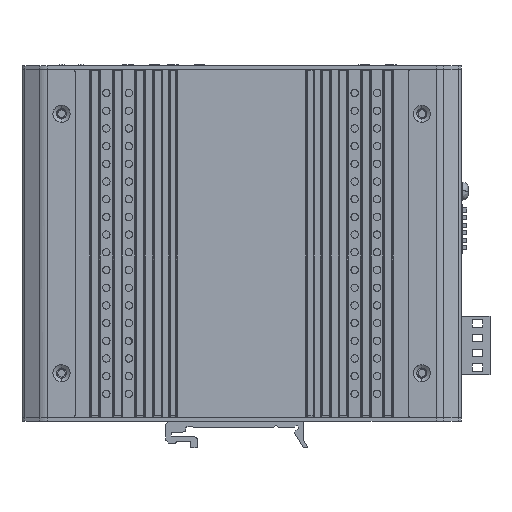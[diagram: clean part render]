
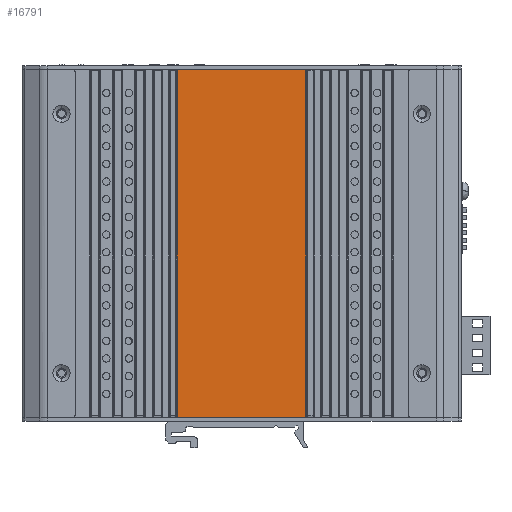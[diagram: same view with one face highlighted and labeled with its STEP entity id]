
A CAD part, left-side view. The second image highlights one B-rep face of the part: STEP entity #16791.
In plain terms, the highlighted free-form (B-spline) face has degree [1, 1] with [2, 2] control points.
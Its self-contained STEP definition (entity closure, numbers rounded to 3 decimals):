
#3646 = B_SPLINE_CURVE_WITH_KNOTS ( 'NONE', 1,
 ( #15716, #6062 ),
 .UNSPECIFIED., .F., .F.,
 ( 2, 2 ),
 ( 0., 1. ),
 .UNSPECIFIED. ) ;
#4338 = EDGE_CURVE ( 'NONE', #39744, #29382, #29611, .T. ) ;
#4526 = CARTESIAN_POINT ( 'NONE',  ( 2.5, -21.8, -59. ) ) ;
#5894 = CARTESIAN_POINT ( 'NONE',  ( 2.5, -21.8, -59. ) ) ;
#6062 = CARTESIAN_POINT ( 'NONE',  ( 2.5, 21.8, 59. ) ) ;
#6436 = VERTEX_POINT ( 'NONE', #5894 ) ;
#7904 = CARTESIAN_POINT ( 'NONE',  ( 2.5, 21.8, -59. ) ) ;
#8027 = ORIENTED_EDGE ( 'NONE', *, *, #36392, .F. ) ;
#9786 = CARTESIAN_POINT ( 'NONE',  ( 2.5, 21.8, -59. ) ) ;
#10209 = VERTEX_POINT ( 'NONE', #15073 ) ;
#11961 = B_SPLINE_CURVE_WITH_KNOTS ( 'NONE', 1,
 ( #40718, #33944 ),
 .UNSPECIFIED., .F., .F.,
 ( 2, 2 ),
 ( -1., 0. ),
 .UNSPECIFIED. ) ;
#13988 = EDGE_CURVE ( 'NONE', #6436, #29382, #43361, .T. ) ;
#15073 = CARTESIAN_POINT ( 'NONE',  ( 2.5, -21.8, 59. ) ) ;
#15686 = CARTESIAN_POINT ( 'NONE',  ( 2.5, -21.8, -59. ) ) ;
#15716 = CARTESIAN_POINT ( 'NONE',  ( 2.5, -21.8, 59. ) ) ;
#16791 = ADVANCED_FACE ( 'NONE', ( #39470 ), #28627, .F. ) ;
#18021 = ORIENTED_EDGE ( 'NONE', *, *, #13988, .T. ) ;
#26871 = CARTESIAN_POINT ( 'NONE',  ( 2.5, 21.8, -59. ) ) ;
#27194 = ORIENTED_EDGE ( 'NONE', *, *, #29663, .F. ) ;
#27850 = CARTESIAN_POINT ( 'NONE',  ( 2.5, -21.8, 59. ) ) ;
#28627 = B_SPLINE_SURFACE_WITH_KNOTS ( 'NONE', 1, 1, ( 
 ( #4526, #7904 ),
 ( #27850, #31382 ) ),
 .UNSPECIFIED., .F., .F., .F.,
 ( 2, 2 ),
 ( 2, 2 ),
 ( 0., 1. ),
 ( 0., 1. ),
 .UNSPECIFIED. ) ;
#29295 = EDGE_LOOP ( 'NONE', ( #30897, #27194, #8027, #18021 ) ) ;
#29382 = VERTEX_POINT ( 'NONE', #26871 ) ;
#29611 = B_SPLINE_CURVE_WITH_KNOTS ( 'NONE', 1,
 ( #36642, #9786 ),
 .UNSPECIFIED., .F., .F.,
 ( 2, 2 ),
 ( -1., 0. ),
 .UNSPECIFIED. ) ;
#29663 = EDGE_CURVE ( 'NONE', #10209, #39744, #3646, .T. ) ;
#30897 = ORIENTED_EDGE ( 'NONE', *, *, #4338, .F. ) ;
#31382 = CARTESIAN_POINT ( 'NONE',  ( 2.5, 21.8, 59. ) ) ;
#33944 = CARTESIAN_POINT ( 'NONE',  ( 2.5, -21.8, 59. ) ) ;
#35813 = CARTESIAN_POINT ( 'NONE',  ( 2.5, 21.8, -59. ) ) ;
#36392 = EDGE_CURVE ( 'NONE', #6436, #10209, #11961, .T. ) ;
#36642 = CARTESIAN_POINT ( 'NONE',  ( 2.5, 21.8, 59. ) ) ;
#39470 = FACE_OUTER_BOUND ( 'NONE', #29295, .T. ) ;
#39744 = VERTEX_POINT ( 'NONE', #41087 ) ;
#40718 = CARTESIAN_POINT ( 'NONE',  ( 2.5, -21.8, -59. ) ) ;
#41087 = CARTESIAN_POINT ( 'NONE',  ( 2.5, 21.8, 59. ) ) ;
#43361 = B_SPLINE_CURVE_WITH_KNOTS ( 'NONE', 1,
 ( #15686, #35813 ),
 .UNSPECIFIED., .F., .F.,
 ( 2, 2 ),
 ( 0., 1. ),
 .UNSPECIFIED. ) ;
